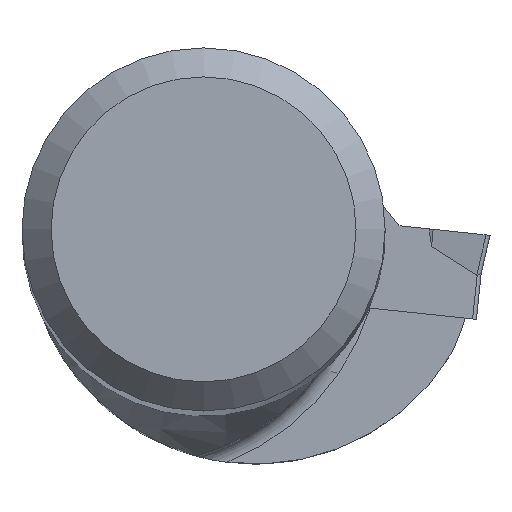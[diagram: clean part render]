
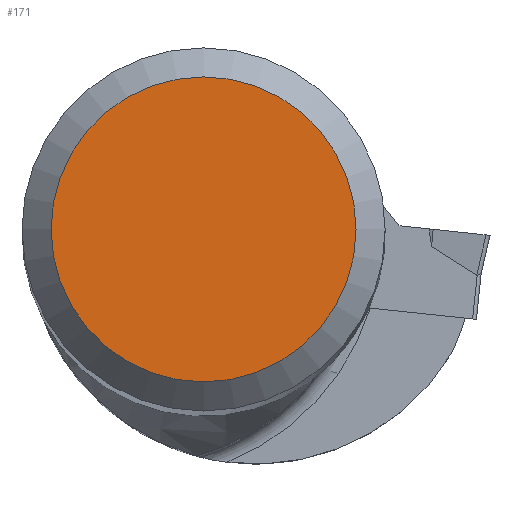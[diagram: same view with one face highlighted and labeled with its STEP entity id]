
A CAD part, top view. The second image highlights one B-rep face of the part: STEP entity #171.
In plain terms, the highlighted planar face has unit normal (0, 0, 1).
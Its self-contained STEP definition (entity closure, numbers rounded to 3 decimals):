
#128=PLANE('',#1320);
#171=ADVANCED_FACE('',(#245),#128,.F.);
#245=FACE_OUTER_BOUND('',#306,.T.);
#306=EDGE_LOOP('',(#481));
#370=CIRCLE('',#1319,8.);
#481=ORIENTED_EDGE('',*,*,#905,.T.);
#782=VERTEX_POINT('',#1882);
#905=EDGE_CURVE('',#782,#782,#370,.T.);
#1319=AXIS2_PLACEMENT_3D('',#1881,#1476,#1477);
#1320=AXIS2_PLACEMENT_3D('',#1883,#1478,#1479);
#1476=DIRECTION('',(0.,0.,1.));
#1477=DIRECTION('',(0.,1.,0.));
#1478=DIRECTION('',(0.,0.,-1.));
#1479=DIRECTION('',(0.,1.,0.));
#1881=CARTESIAN_POINT('',(0.,0.,0.));
#1882=CARTESIAN_POINT('',(0.,8.,0.));
#1883=CARTESIAN_POINT('',(0.,0.,0.));
